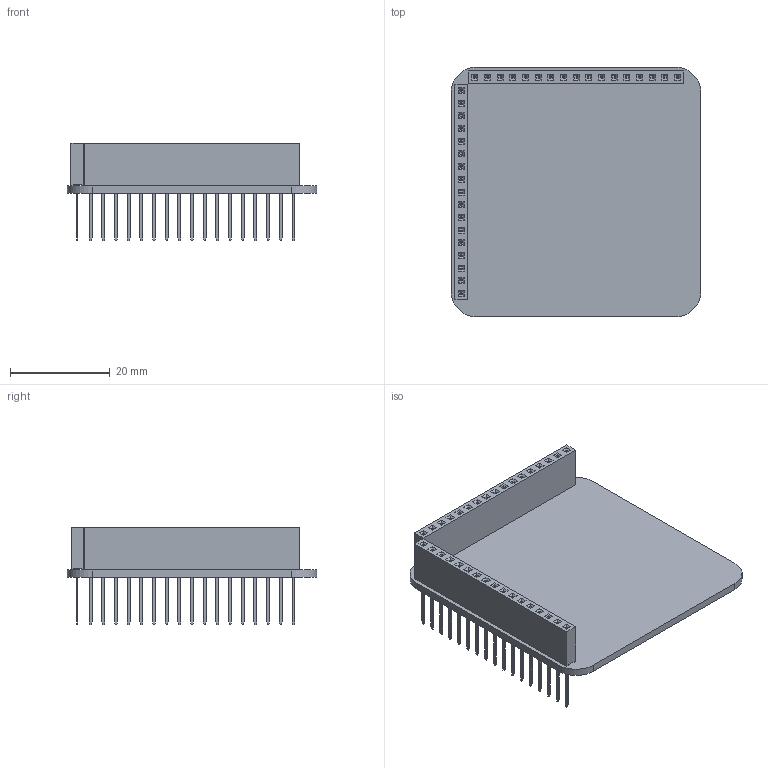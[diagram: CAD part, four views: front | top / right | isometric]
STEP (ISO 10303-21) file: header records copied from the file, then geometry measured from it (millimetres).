
FILE_DESCRIPTION(('KiCad electronic assembly'),'2;1');
FILE_NAME('Vehicle_Stack_Dummy.step','2025-11-08T13:07:23',('Pcbnew'),( 'Kicad'),'Open CASCADE STEP processor 7.6','KiCad to STEP converter' ,'Unknown');
FILE_SCHEMA(('AUTOMOTIVE_DESIGN { 1 0 10303 214 1 1 1 1 }'));
Length unit declared in the file: millimetre
Products named in the file (3): Vehicle_Stack_Dummy 1; StackingHeader_2.54mm_1x17; VehicleFlightComputer_PCB
Assembly tree (3 placements, depth 2):
  Vehicle_Stack_Dummy 1
    StackingHeader_2.54mm_1x17  x2
    VehicleFlightComputer_PCB
Bounding box: 50 x 50 x 19.6 mm (x, y, z)
Volume: 5490.7 mm3; surface area: 8648.9 mm2
Topology: 3 solids, 3 shells, 880 faces, 2282 edges, 1476 vertices
Faces by surface type: plane 842, cylinder 38
Full cylindrical faces by diameter (mm): 1 x34
Entity records: 14037 total; most frequent: CARTESIAN_POINT 2450, ORIENTED_EDGE 2408, DIRECTION 2212, EDGE_CURVE 1204, LINE 1128, VECTOR 1128, VERTEX_POINT 780, FACE_BOUND 564
